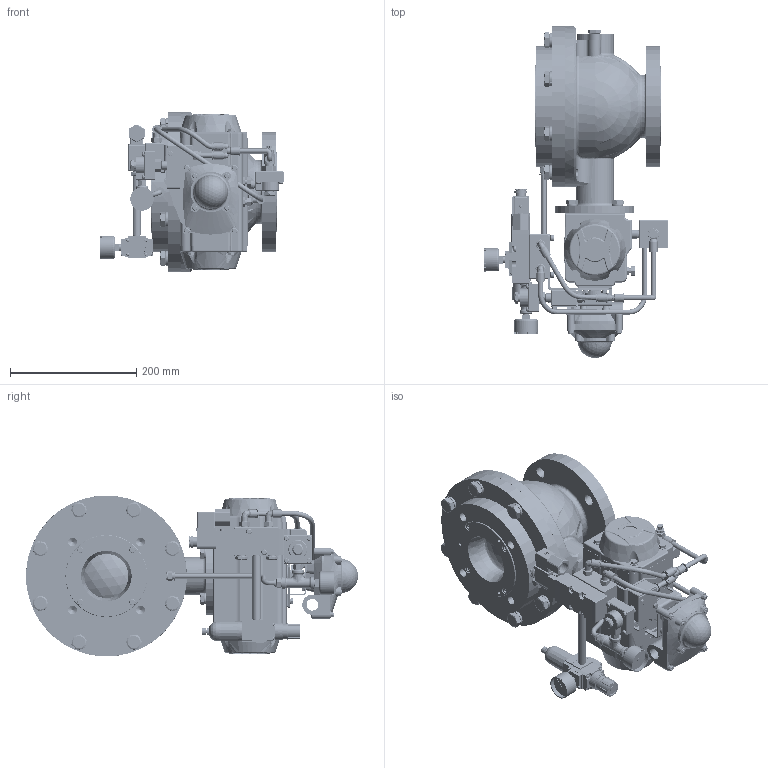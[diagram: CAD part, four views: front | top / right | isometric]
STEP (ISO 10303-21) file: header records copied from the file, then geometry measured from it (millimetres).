
FILE_DESCRIPTION((''),'2;1');
FILE_NAME('80A dome valve assy-140320.stp','2014-03-20T20:13:04',('Administrator'),(''),'Autodesk Inventor 2009','Autodesk Inventor 2009','');
FILE_SCHEMA(('AUTOMOTIVE_DESIGN { 1 0 10303 214 1 1 1 1 }'));
Length unit declared in the file: millimetre
Products named in the file (60): 80A dome valve assy-140320; 130807-BODY 수정; ball130705; cover-131202; seat; seat guide131202-FINAL; seat ring; TOP GUIDE BUSH 131202; ball pad131202; BOTTOM GUIDE BUSH 131202; TOP SHAFT 131202; BOTTOM; top guide ring-140320; srping pin 10-20; p30; p39; g40; m14 spring washer; m14-40L; lanch m6-15; hp88; m10 spring washer; m10-25L; apl-210-80; apl-210-braket-80; braket-80; 메카니컬 캠-80; sol-block-80; solvalve-80; solvalvebody; sol-nut; oring; solcoil-1; 메커니컬밸브-80; 메카니컬 밸브 커버-80; m5-35; 8MM pittingipt-80; m5-20; m5 spring washer; 단니블-10 ...
Assembly tree (118 placements, depth 3):
  80A dome valve assy-140320
    130807-BODY 수정
    ball130705
    cover-131202
    seat
    seat guide131202-FINAL
    seat ring
    TOP GUIDE BUSH 131202
    ball pad131202
    BOTTOM GUIDE BUSH 131202
    TOP SHAFT 131202
    BOTTOM
    top guide ring-140320
    srping pin 10-20  x4
    p30  x4
    p39  x4
    g40
    m14 spring washer  x8
    m14-40L  x8
    lanch m6-15  x4
    hp88
    m10 spring washer  x4
    m10-25L  x6
    apl-210-80
    apl-210-braket-80
    braket-80
    메카니컬 캠-80
    sol-block-80
    solvalve-80
      solvalvebody
      sol-nut
      oring  x2
      solcoil-1
    메커니컬밸브-80
    메카니컬 밸브 커버-80
    m5-35  x2
    8MM pittingipt-80  x3
    m5-20  x4
    m5 spring washer  x4
    단니블-10  x2
    AQ-2000-80  x2
    PITTING L-8-80  x3
    스피드 컨트롤러-80
    ㅡ5-30  x2
    lanch m6  x2
    m6 -15  x4
    m6 spring washer  x4
    y fitting-80
    bottom cover
    단닛블-육각
    사이렌셔  x4
    tube 1-80
    tube 2-80
    tube-3 -80
    티이-80
    gage-80
    pipe-80
    smc-aw-20
    tub-4-80-1
    tube-6-80
Bounding box: 290.6 x 526.33 x 255 mm (x, y, z)
Volume: 7570609.8 mm3; surface area: 1197348.4 mm2
Topology: 119 solids, 121 shells, 5123 faces, 12723 edges, 7918 vertices
Faces by surface type: plane 2427, cylinder 1166, bspline 871, torus 276, cone 212, sphere 171
Full cylindrical faces by diameter (mm): 2 x4, 2.5 x1, 3 x5, 4 x7, 4.134 x1, 4.5 x2, 5 x10, 5.5 x2, 6 x29, 6.5 x1, 7 x3, 7.5 x1, 8 x38, 9 x5, 9.1 x1, 9.5 x1, 10 x46, 10.1 x1, 10.566 x2, 11 x10, 11.5 x2, 11.922 x1, 12 x12, 12.5 x5, 12.649 x3, 12.877 x3, 13 x18, 13.5 x5, 13.829 x4, 14 x19
Entity records: 147853 total; most frequent: CARTESIAN_POINT 52048, ORIENTED_EDGE 18880, DIRECTION 18497, EDGE_CURVE 9440, AXIS2_PLACEMENT_3D 6529, VERTEX_POINT 6367, VECTOR 5439, LINE 5439
